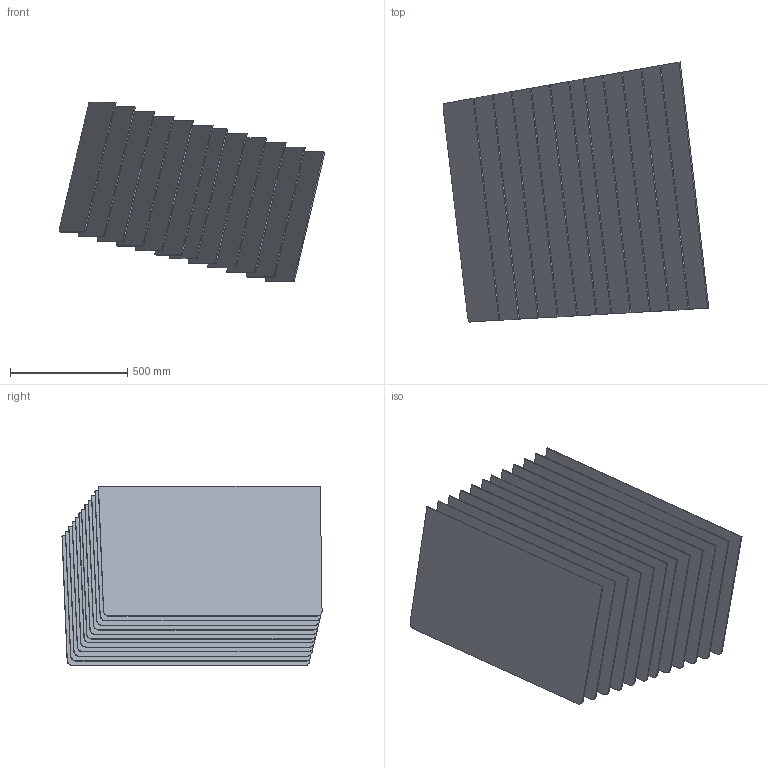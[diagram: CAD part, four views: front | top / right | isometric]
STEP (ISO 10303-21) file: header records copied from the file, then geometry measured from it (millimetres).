
FILE_DESCRIPTION(('FreeCAD Model'),'2;1');
FILE_NAME('detailed_HCPB/step/cooling_plate_1_sample_envelope_2.step', '2018-01-30T14:15:09',('FreeCAD'),('FreeCAD'), 'Open CASCADE STEP processor 7.1','FreeCAD','Unknown');
FILE_SCHEMA(('AUTOMOTIVE_DESIGN_CC2 { 1 2 10303 214 -1 1 5 4 }'));
Length unit declared in the file: millimetre
Products named in the file (13): Open CASCADE STEP translator 7.1 4; Open CASCADE STEP translator 7.1 4.1; Open CASCADE STEP translator 7.1 4.2; Open CASCADE STEP translator 7.1 4.3; Open CASCADE STEP translator 7.1 4.4; Open CASCADE STEP translator 7.1 4.5; Open CASCADE STEP translator 7.1 4.6; Open CASCADE STEP translator 7.1 4.7; Open CASCADE STEP translator 7.1 4.8; Open CASCADE STEP translator 7.1 4.9; Open CASCADE STEP translator 7.1 4.10; Open CASCADE STEP translator 7.1 4.11; Open CASCADE STEP translator 7.1 4.12
Assembly tree (12 placements, depth 2):
  Open CASCADE STEP translator 7.1 4
    Open CASCADE STEP translator 7.1 4.1
    Open CASCADE STEP translator 7.1 4.2
    Open CASCADE STEP translator 7.1 4.3
    Open CASCADE STEP translator 7.1 4.4
    Open CASCADE STEP translator 7.1 4.5
    Open CASCADE STEP translator 7.1 4.6
    Open CASCADE STEP translator 7.1 4.7
    Open CASCADE STEP translator 7.1 4.8
    Open CASCADE STEP translator 7.1 4.9
    Open CASCADE STEP translator 7.1 4.10
    Open CASCADE STEP translator 7.1 4.11
    Open CASCADE STEP translator 7.1 4.12
Bounding box: 1132.88 x 1108.81 x 764.68 mm (x, y, z)
Volume: 33955371 mm3; surface area: 13768881.7 mm2
Topology: 12 solids, 12 shells, 96 faces, 216 edges, 144 vertices
Faces by surface type: plane 72, cylinder 24
Entity records: 5728 total; most frequent: CARTESIAN_POINT 1525, DIRECTION 626, ORIENTED_EDGE 432, PCURVE 432, DEFINITIONAL_REPRESENTATION 432, B_SPLINE_CURVE_WITH_KNOTS 288, LINE 264, VECTOR 264
